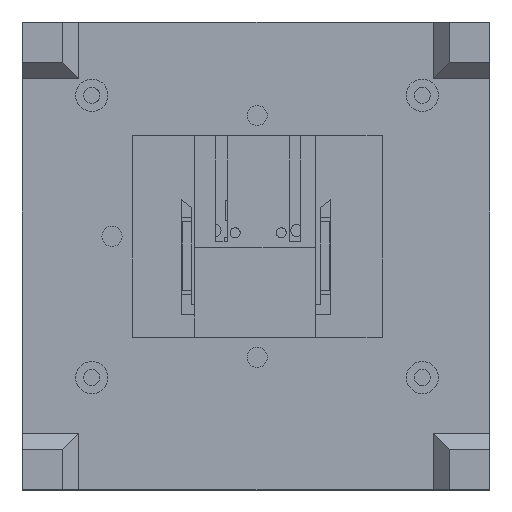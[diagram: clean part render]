
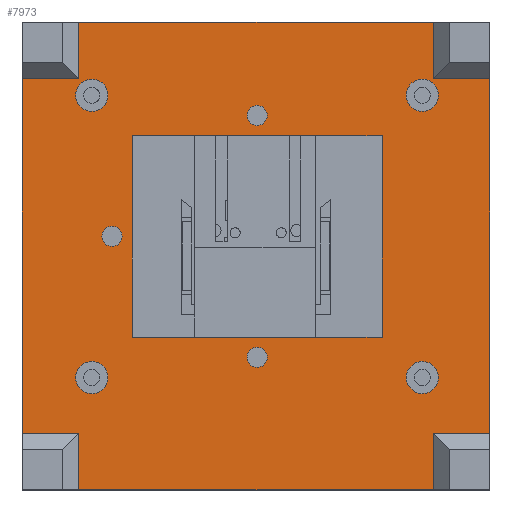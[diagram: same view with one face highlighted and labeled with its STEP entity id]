
A CAD part, front view. The second image highlights one B-rep face of the part: STEP entity #7973.
In plain terms, the highlighted planar face has unit normal (0, -1, 0).
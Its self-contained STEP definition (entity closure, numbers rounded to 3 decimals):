
#107=FACE_BOUND('',#1098,.T.);
#108=FACE_BOUND('',#1099,.T.);
#109=FACE_BOUND('',#1100,.T.);
#110=FACE_BOUND('',#1101,.T.);
#111=FACE_BOUND('',#1102,.T.);
#112=FACE_BOUND('',#1103,.T.);
#113=FACE_BOUND('',#1104,.T.);
#114=FACE_BOUND('',#1105,.T.);
#285=PLANE('',#8477);
#626=FACE_OUTER_BOUND('',#1097,.T.);
#1097=EDGE_LOOP('',(#5976,#5977,#5978,#5979,#5980,#5981,#5982,#5983,#5984,
#5985,#5986,#5987));
#1098=EDGE_LOOP('',(#5988));
#1099=EDGE_LOOP('',(#5989));
#1100=EDGE_LOOP('',(#5990));
#1101=EDGE_LOOP('',(#5991,#5992,#5993,#5994));
#1102=EDGE_LOOP('',(#5995));
#1103=EDGE_LOOP('',(#5996));
#1104=EDGE_LOOP('',(#5997));
#1105=EDGE_LOOP('',(#5998));
#1739=LINE('',#11723,#2650);
#1740=LINE('',#11725,#2651);
#1741=LINE('',#11727,#2652);
#1742=LINE('',#11729,#2653);
#1743=LINE('',#11731,#2654);
#1744=LINE('',#11733,#2655);
#1745=LINE('',#11735,#2656);
#1746=LINE('',#11737,#2657);
#1747=LINE('',#11739,#2658);
#1748=LINE('',#11741,#2659);
#1749=LINE('',#11743,#2660);
#1750=LINE('',#11744,#2661);
#1751=LINE('',#11753,#2662);
#1752=LINE('',#11755,#2663);
#1753=LINE('',#11757,#2664);
#1754=LINE('',#11758,#2665);
#2650=VECTOR('',#9486,10.);
#2651=VECTOR('',#9487,10.);
#2652=VECTOR('',#9488,10.);
#2653=VECTOR('',#9489,10.);
#2654=VECTOR('',#9490,10.);
#2655=VECTOR('',#9491,10.);
#2656=VECTOR('',#9492,10.);
#2657=VECTOR('',#9493,10.);
#2658=VECTOR('',#9494,10.);
#2659=VECTOR('',#9495,10.);
#2660=VECTOR('',#9496,10.);
#2661=VECTOR('',#9497,10.);
#2662=VECTOR('',#9504,10.);
#2663=VECTOR('',#9505,10.);
#2664=VECTOR('',#9506,10.);
#2665=VECTOR('',#9507,10.);
#3411=CIRCLE('',#8478,2.5);
#3412=CIRCLE('',#8479,2.5);
#3413=CIRCLE('',#8480,2.5);
#3414=CIRCLE('',#8481,4.);
#3415=CIRCLE('',#8482,4.);
#3416=CIRCLE('',#8483,4.);
#3417=CIRCLE('',#8484,4.);
#3744=VERTEX_POINT('',#11721);
#3745=VERTEX_POINT('',#11722);
#3746=VERTEX_POINT('',#11724);
#3747=VERTEX_POINT('',#11726);
#3748=VERTEX_POINT('',#11728);
#3749=VERTEX_POINT('',#11730);
#3750=VERTEX_POINT('',#11732);
#3751=VERTEX_POINT('',#11734);
#3752=VERTEX_POINT('',#11736);
#3753=VERTEX_POINT('',#11738);
#3754=VERTEX_POINT('',#11740);
#3755=VERTEX_POINT('',#11742);
#3756=VERTEX_POINT('',#11745);
#3757=VERTEX_POINT('',#11747);
#3758=VERTEX_POINT('',#11749);
#3759=VERTEX_POINT('',#11751);
#3760=VERTEX_POINT('',#11752);
#3761=VERTEX_POINT('',#11754);
#3762=VERTEX_POINT('',#11756);
#3763=VERTEX_POINT('',#11759);
#3764=VERTEX_POINT('',#11761);
#3765=VERTEX_POINT('',#11763);
#3766=VERTEX_POINT('',#11765);
#4578=EDGE_CURVE('',#3744,#3745,#1739,.T.);
#4579=EDGE_CURVE('',#3746,#3744,#1740,.T.);
#4580=EDGE_CURVE('',#3746,#3747,#1741,.T.);
#4581=EDGE_CURVE('',#3748,#3747,#1742,.T.);
#4582=EDGE_CURVE('',#3749,#3748,#1743,.T.);
#4583=EDGE_CURVE('',#3749,#3750,#1744,.T.);
#4584=EDGE_CURVE('',#3751,#3750,#1745,.T.);
#4585=EDGE_CURVE('',#3752,#3751,#1746,.T.);
#4586=EDGE_CURVE('',#3752,#3753,#1747,.T.);
#4587=EDGE_CURVE('',#3754,#3753,#1748,.T.);
#4588=EDGE_CURVE('',#3755,#3754,#1749,.T.);
#4589=EDGE_CURVE('',#3755,#3745,#1750,.T.);
#4590=EDGE_CURVE('',#3756,#3756,#3411,.T.);
#4591=EDGE_CURVE('',#3757,#3757,#3412,.T.);
#4592=EDGE_CURVE('',#3758,#3758,#3413,.T.);
#4593=EDGE_CURVE('',#3759,#3760,#1751,.T.);
#4594=EDGE_CURVE('',#3760,#3761,#1752,.T.);
#4595=EDGE_CURVE('',#3761,#3762,#1753,.T.);
#4596=EDGE_CURVE('',#3762,#3759,#1754,.T.);
#4597=EDGE_CURVE('',#3763,#3763,#3414,.T.);
#4598=EDGE_CURVE('',#3764,#3764,#3415,.T.);
#4599=EDGE_CURVE('',#3765,#3765,#3416,.T.);
#4600=EDGE_CURVE('',#3766,#3766,#3417,.T.);
#5976=ORIENTED_EDGE('',*,*,#4578,.F.);
#5977=ORIENTED_EDGE('',*,*,#4579,.F.);
#5978=ORIENTED_EDGE('',*,*,#4580,.T.);
#5979=ORIENTED_EDGE('',*,*,#4581,.F.);
#5980=ORIENTED_EDGE('',*,*,#4582,.F.);
#5981=ORIENTED_EDGE('',*,*,#4583,.T.);
#5982=ORIENTED_EDGE('',*,*,#4584,.F.);
#5983=ORIENTED_EDGE('',*,*,#4585,.F.);
#5984=ORIENTED_EDGE('',*,*,#4586,.T.);
#5985=ORIENTED_EDGE('',*,*,#4587,.F.);
#5986=ORIENTED_EDGE('',*,*,#4588,.F.);
#5987=ORIENTED_EDGE('',*,*,#4589,.T.);
#5988=ORIENTED_EDGE('',*,*,#4590,.T.);
#5989=ORIENTED_EDGE('',*,*,#4591,.T.);
#5990=ORIENTED_EDGE('',*,*,#4592,.T.);
#5991=ORIENTED_EDGE('',*,*,#4593,.T.);
#5992=ORIENTED_EDGE('',*,*,#4594,.T.);
#5993=ORIENTED_EDGE('',*,*,#4595,.T.);
#5994=ORIENTED_EDGE('',*,*,#4596,.T.);
#5995=ORIENTED_EDGE('',*,*,#4597,.T.);
#5996=ORIENTED_EDGE('',*,*,#4598,.T.);
#5997=ORIENTED_EDGE('',*,*,#4599,.T.);
#5998=ORIENTED_EDGE('',*,*,#4600,.T.);
#7973=ADVANCED_FACE('',(#626,#107,#108,#109,#110,#111,#112,#113,#114),#285,
 .T.);
#8477=AXIS2_PLACEMENT_3D('',#11720,#9484,#9485);
#8478=AXIS2_PLACEMENT_3D('',#11746,#9498,#9499);
#8479=AXIS2_PLACEMENT_3D('',#11748,#9500,#9501);
#8480=AXIS2_PLACEMENT_3D('',#11750,#9502,#9503);
#8481=AXIS2_PLACEMENT_3D('',#11760,#9508,#9509);
#8482=AXIS2_PLACEMENT_3D('',#11762,#9510,#9511);
#8483=AXIS2_PLACEMENT_3D('',#11764,#9512,#9513);
#8484=AXIS2_PLACEMENT_3D('',#11766,#9514,#9515);
#9484=DIRECTION('center_axis',(0.,-1.,0.));
#9485=DIRECTION('ref_axis',(-1.,0.,0.));
#9486=DIRECTION('',(-1.,0.,0.));
#9487=DIRECTION('',(0.,0.,1.));
#9488=DIRECTION('',(1.,0.,0.));
#9489=DIRECTION('',(0.,0.,-1.));
#9490=DIRECTION('',(-1.,0.,0.));
#9491=DIRECTION('',(0.,0.,1.));
#9492=DIRECTION('',(1.,0.,0.));
#9493=DIRECTION('',(0.,0.,-1.));
#9494=DIRECTION('',(-1.,0.,0.));
#9495=DIRECTION('',(0.,0.,1.));
#9496=DIRECTION('',(1.,0.,0.));
#9497=DIRECTION('',(0.,0.,-1.));
#9498=DIRECTION('center_axis',(0.,1.,0.));
#9499=DIRECTION('ref_axis',(-1.,0.,0.));
#9500=DIRECTION('center_axis',(0.,1.,0.));
#9501=DIRECTION('ref_axis',(-1.,0.,0.));
#9502=DIRECTION('center_axis',(0.,1.,0.));
#9503=DIRECTION('ref_axis',(-1.,0.,0.));
#9504=DIRECTION('',(0.,0.,-1.));
#9505=DIRECTION('',(-1.,0.,0.));
#9506=DIRECTION('',(0.,0.,1.));
#9507=DIRECTION('',(1.,0.,0.));
#9508=DIRECTION('center_axis',(0.,1.,0.));
#9509=DIRECTION('ref_axis',(1.,0.,0.));
#9510=DIRECTION('center_axis',(0.,1.,0.));
#9511=DIRECTION('ref_axis',(1.,0.,0.));
#9512=DIRECTION('center_axis',(0.,1.,0.));
#9513=DIRECTION('ref_axis',(1.,0.,0.));
#9514=DIRECTION('center_axis',(0.,1.,0.));
#9515=DIRECTION('ref_axis',(1.,0.,0.));
#11720=CARTESIAN_POINT('Origin',(50.,9.8,-55.));
#11721=CARTESIAN_POINT('',(6.,9.8,-99.));
#11722=CARTESIAN_POINT('',(-8.,9.8,-99.));
#11723=CARTESIAN_POINT('',(26.,9.8,-99.));
#11724=CARTESIAN_POINT('',(6.,9.8,-113.));
#11725=CARTESIAN_POINT('',(6.,9.8,-84.));
#11726=CARTESIAN_POINT('',(94.,9.8,-113.));
#11727=CARTESIAN_POINT('',(108.,9.8,-113.));
#11728=CARTESIAN_POINT('',(94.,9.8,-99.));
#11729=CARTESIAN_POINT('',(94.,9.8,-79.));
#11730=CARTESIAN_POINT('',(108.,9.8,-99.));
#11731=CARTESIAN_POINT('',(79.,9.8,-99.));
#11732=CARTESIAN_POINT('',(108.,9.8,-11.));
#11733=CARTESIAN_POINT('',(108.,9.8,3.));
#11734=CARTESIAN_POINT('',(94.,9.8,-11.));
#11735=CARTESIAN_POINT('',(74.,9.8,-11.));
#11736=CARTESIAN_POINT('',(94.,9.8,3.));
#11737=CARTESIAN_POINT('',(94.,9.8,-26.));
#11738=CARTESIAN_POINT('',(6.,9.8,3.));
#11739=CARTESIAN_POINT('',(-8.,9.8,3.));
#11740=CARTESIAN_POINT('',(6.,9.8,-11.));
#11741=CARTESIAN_POINT('',(6.,9.8,-31.));
#11742=CARTESIAN_POINT('',(-8.,9.8,-11.));
#11743=CARTESIAN_POINT('',(21.,9.8,-11.));
#11744=CARTESIAN_POINT('',(-8.,9.8,-113.));
#11745=CARTESIAN_POINT('',(52.775,9.8,-80.116));
#11746=CARTESIAN_POINT('Origin',(50.275,9.8,-80.116));
#11747=CARTESIAN_POINT('',(52.775,9.8,-20.129));
#11748=CARTESIAN_POINT('Origin',(50.275,9.8,-20.129));
#11749=CARTESIAN_POINT('',(16.788,9.8,-50.123));
#11750=CARTESIAN_POINT('Origin',(14.288,9.8,-50.123));
#11751=CARTESIAN_POINT('',(81.262,9.8,-25.129));
#11752=CARTESIAN_POINT('',(81.262,9.8,-75.116));
#11753=CARTESIAN_POINT('',(81.262,9.8,-40.065));
#11754=CARTESIAN_POINT('',(19.288,9.8,-75.116));
#11755=CARTESIAN_POINT('',(65.631,9.8,-75.116));
#11756=CARTESIAN_POINT('',(19.288,9.8,-25.129));
#11757=CARTESIAN_POINT('',(19.288,9.8,-65.058));
#11758=CARTESIAN_POINT('',(34.644,9.8,-25.129));
#11759=CARTESIAN_POINT('',(5.288,9.8,-15.129));
#11760=CARTESIAN_POINT('Origin',(9.288,9.8,-15.129));
#11761=CARTESIAN_POINT('',(87.254,9.8,-15.101));
#11762=CARTESIAN_POINT('Origin',(91.254,9.8,-15.101));
#11763=CARTESIAN_POINT('',(5.288,9.8,-85.116));
#11764=CARTESIAN_POINT('Origin',(9.288,9.8,-85.116));
#11765=CARTESIAN_POINT('',(87.262,9.8,-85.116));
#11766=CARTESIAN_POINT('Origin',(91.262,9.8,-85.116));
